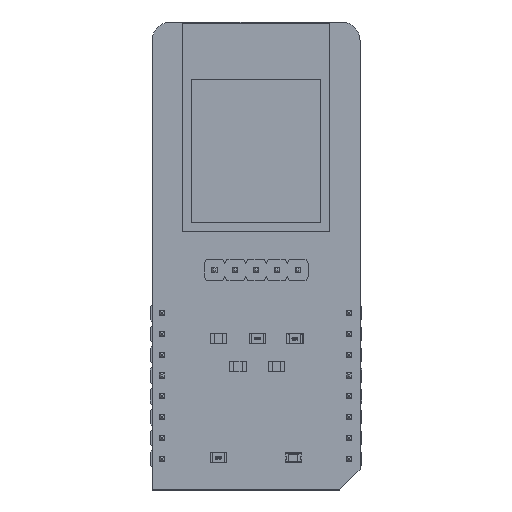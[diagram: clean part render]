
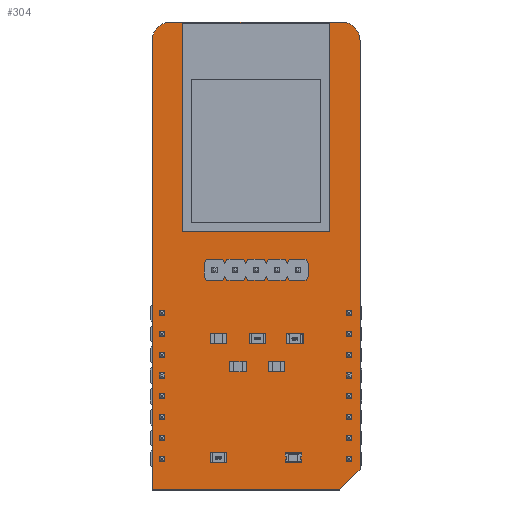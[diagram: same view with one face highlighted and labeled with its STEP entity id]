
A CAD part, top view. The second image highlights one B-rep face of the part: STEP entity #304.
In plain terms, the highlighted planar face has unit normal (0, 0, 1).
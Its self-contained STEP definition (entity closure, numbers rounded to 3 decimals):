
#75 = VERTEX_POINT('',#76);
#76 = CARTESIAN_POINT('',(-1.27,-3.81,0.));
#82 = EDGE_CURVE('',#75,#83,#85,.T.);
#83 = VERTEX_POINT('',#84);
#84 = CARTESIAN_POINT('',(-1.27,51.054,0.));
#85 = LINE('',#86,#87);
#86 = CARTESIAN_POINT('',(-1.27,-3.81,0.));
#87 = VECTOR('',#88,1.);
#88 = DIRECTION('',(0.,1.,0.));
#113 = EDGE_CURVE('',#83,#114,#116,.T.);
#114 = VERTEX_POINT('',#115);
#115 = CARTESIAN_POINT('',(1.016,53.34,0.));
#116 = CIRCLE('',#117,2.288);
#117 = AXIS2_PLACEMENT_3D('',#118,#119,#120);
#118 = CARTESIAN_POINT('',(1.018,51.052,0.));
#119 = DIRECTION('',(0.,0.,-1.));
#120 = DIRECTION('',(-1.,0.001,0.));
#146 = EDGE_CURVE('',#114,#147,#149,.T.);
#147 = VERTEX_POINT('',#148);
#148 = CARTESIAN_POINT('',(21.844,53.34,0.));
#149 = LINE('',#150,#151);
#150 = CARTESIAN_POINT('',(1.016,53.34,0.));
#151 = VECTOR('',#152,1.);
#152 = DIRECTION('',(1.,0.,0.));
#177 = EDGE_CURVE('',#147,#178,#180,.T.);
#178 = VERTEX_POINT('',#179);
#179 = CARTESIAN_POINT('',(24.13,51.054,0.));
#180 = CIRCLE('',#181,2.288);
#181 = AXIS2_PLACEMENT_3D('',#182,#183,#184);
#182 = CARTESIAN_POINT('',(21.842,51.052,0.));
#183 = DIRECTION('',(0.,0.,-1.));
#184 = DIRECTION('',(0.001,1.,0.));
#210 = EDGE_CURVE('',#178,#211,#213,.T.);
#211 = VERTEX_POINT('',#212);
#212 = CARTESIAN_POINT('',(24.13,-1.27,0.));
#213 = LINE('',#214,#215);
#214 = CARTESIAN_POINT('',(24.13,51.054,0.));
#215 = VECTOR('',#216,1.);
#216 = DIRECTION('',(0.,-1.,0.));
#241 = EDGE_CURVE('',#211,#242,#244,.T.);
#242 = VERTEX_POINT('',#243);
#243 = CARTESIAN_POINT('',(21.59,-3.81,0.));
#244 = LINE('',#245,#246);
#245 = CARTESIAN_POINT('',(24.13,-1.27,0.));
#246 = VECTOR('',#247,1.);
#247 = DIRECTION('',(-0.707,-0.707,0.));
#272 = EDGE_CURVE('',#242,#75,#273,.T.);
#273 = LINE('',#274,#275);
#274 = CARTESIAN_POINT('',(21.59,-3.81,0.));
#275 = VECTOR('',#276,1.);
#276 = DIRECTION('',(-1.,0.,0.));
#304 = ADVANCED_FACE('',(#305),#314,.T.);
#305 = FACE_BOUND('',#306,.F.);
#306 = EDGE_LOOP('',(#307,#308,#309,#310,#311,#312,#313));
#307 = ORIENTED_EDGE('',*,*,#82,.T.);
#308 = ORIENTED_EDGE('',*,*,#113,.T.);
#309 = ORIENTED_EDGE('',*,*,#146,.T.);
#310 = ORIENTED_EDGE('',*,*,#177,.T.);
#311 = ORIENTED_EDGE('',*,*,#210,.T.);
#312 = ORIENTED_EDGE('',*,*,#241,.T.);
#313 = ORIENTED_EDGE('',*,*,#272,.T.);
#314 = PLANE('',#315);
#315 = AXIS2_PLACEMENT_3D('',#316,#317,#318);
#316 = CARTESIAN_POINT('',(-1.27,-3.81,0.));
#317 = DIRECTION('',(0.,0.,1.));
#318 = DIRECTION('',(1.,0.,0.));
